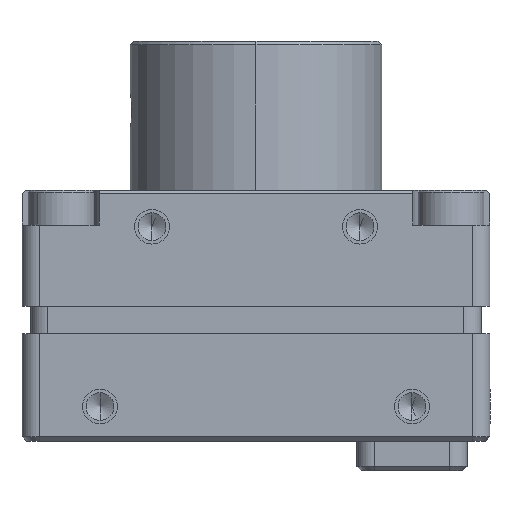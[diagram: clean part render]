
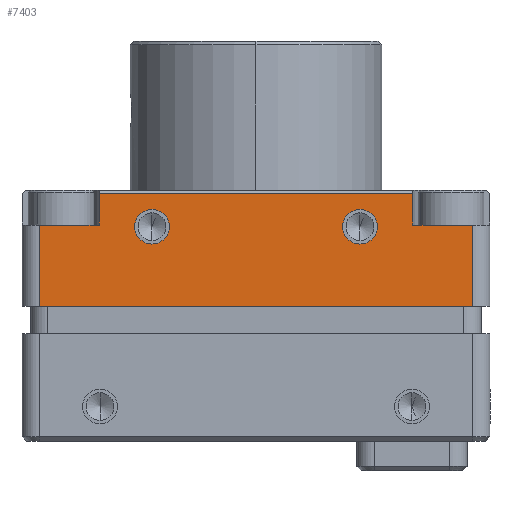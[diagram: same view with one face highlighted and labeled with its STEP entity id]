
A CAD part, left-side view. The second image highlights one B-rep face of the part: STEP entity #7403.
In plain terms, the highlighted planar face has unit normal (-1, 0, 0).
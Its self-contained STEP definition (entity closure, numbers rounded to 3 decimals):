
#63 = EDGE_CURVE ( 'NONE', #2065, #31017, #5191, .T. ) ;
#258 = VERTEX_POINT ( 'NONE', #21913 ) ;
#1554 = DIRECTION ( 'NONE',  ( 0., 1., 0. ) ) ;
#1953 = DIRECTION ( 'NONE',  ( 0., 0., 1. ) ) ;
#2065 = VERTEX_POINT ( 'NONE', #22623 ) ;
#2139 = CARTESIAN_POINT ( 'NONE',  ( -13.5, -12.5, 6.7 ) ) ;
#2427 = EDGE_CURVE ( 'NONE', #16241, #24447, #9746, .T. ) ;
#3389 = VERTEX_POINT ( 'NONE', #22046 ) ;
#3623 = ORIENTED_EDGE ( 'NONE', *, *, #34292, .F. ) ;
#3842 = CARTESIAN_POINT ( 'NONE',  ( -13.5, -6., 4.6 ) ) ;
#4728 = ORIENTED_EDGE ( 'NONE', *, *, #34181, .F. ) ;
#4912 = DIRECTION ( 'NONE',  ( -1., 0., 0. ) ) ;
#5121 = VERTEX_POINT ( 'NONE', #26724 ) ;
#5191 = CIRCLE ( 'NONE', #20616, 1. ) ;
#5433 = AXIS2_PLACEMENT_3D ( 'NONE', #3842, #31984, #28671 ) ;
#5472 = AXIS2_PLACEMENT_3D ( 'NONE', #16375, #4912, #13785 ) ;
#6008 = EDGE_CURVE ( 'NONE', #19202, #19122, #21767, .T. ) ;
#6247 = CARTESIAN_POINT ( 'NONE',  ( -13.5, 6., 5.6 ) ) ;
#6516 = LINE ( 'NONE', #23765, #26625 ) ;
#6550 = VECTOR ( 'NONE', #35475, 1000. ) ;
#6787 = DIRECTION ( 'NONE',  ( 0., 0., 1. ) ) ;
#6799 = CARTESIAN_POINT ( 'NONE',  ( -13.5, -12.5, 0. ) ) ;
#6918 = ORIENTED_EDGE ( 'NONE', *, *, #33464, .F. ) ;
#7262 = EDGE_LOOP ( 'NONE', ( #13551, #13112, #31114, #18042, #34159, #18026, #6918, #22024 ) ) ;
#7291 = ORIENTED_EDGE ( 'NONE', *, *, #63, .F. ) ;
#7403 = ADVANCED_FACE ( 'NONE', ( #27290, #21371, #16159 ), #12817, .F. ) ;
#7495 = DIRECTION ( 'NONE',  ( 0., 0., -1. ) ) ;
#7581 = DIRECTION ( 'NONE',  ( 0., 0., -1. ) ) ;
#8414 = EDGE_CURVE ( 'NONE', #24447, #19122, #27388, .T. ) ;
#9633 = VECTOR ( 'NONE', #11834, 1000. ) ;
#9650 = EDGE_LOOP ( 'NONE', ( #32463, #4728 ) ) ;
#9665 = DIRECTION ( 'NONE',  ( 0., -1., 0. ) ) ;
#9746 = LINE ( 'NONE', #21059, #6550 ) ;
#11389 = EDGE_CURVE ( 'NONE', #27730, #258, #21693, .T. ) ;
#11834 = DIRECTION ( 'NONE',  ( 0., 1., 0. ) ) ;
#12817 = PLANE ( 'NONE',  #31132 ) ;
#13112 = ORIENTED_EDGE ( 'NONE', *, *, #8414, .T. ) ;
#13215 = VECTOR ( 'NONE', #7581, 1000. ) ;
#13551 = ORIENTED_EDGE ( 'NONE', *, *, #2427, .T. ) ;
#13785 = DIRECTION ( 'NONE',  ( 0., 0., 1. ) ) ;
#14337 = CIRCLE ( 'NONE', #5472, 1. ) ;
#14361 = EDGE_CURVE ( 'NONE', #28933, #5121, #14337, .T. ) ;
#14710 = CARTESIAN_POINT ( 'NONE',  ( -13.5, 6., 4.6 ) ) ;
#14762 = DIRECTION ( 'NONE',  ( 0., -1., 0. ) ) ;
#16159 = FACE_OUTER_BOUND ( 'NONE', #7262, .T. ) ;
#16229 = EDGE_CURVE ( 'NONE', #3389, #16241, #23534, .T. ) ;
#16241 = VERTEX_POINT ( 'NONE', #23160 ) ;
#16375 = CARTESIAN_POINT ( 'NONE',  ( -13.5, -6., 4.6 ) ) ;
#17880 = AXIS2_PLACEMENT_3D ( 'NONE', #24207, #29930, #6787 ) ;
#17883 = VERTEX_POINT ( 'NONE', #6799 ) ;
#18026 = ORIENTED_EDGE ( 'NONE', *, *, #31375, .T. ) ;
#18042 = ORIENTED_EDGE ( 'NONE', *, *, #30966, .F. ) ;
#18051 = DIRECTION ( 'NONE',  ( -1., 0., 0. ) ) ;
#18815 = VECTOR ( 'NONE', #14762, 1000. ) ;
#18989 = LINE ( 'NONE', #2139, #30706 ) ;
#19122 = VERTEX_POINT ( 'NONE', #26856 ) ;
#19202 = VERTEX_POINT ( 'NONE', #22586 ) ;
#20616 = AXIS2_PLACEMENT_3D ( 'NONE', #14710, #18051, #26563 ) ;
#20708 = EDGE_LOOP ( 'NONE', ( #3623, #7291 ) ) ;
#21059 = CARTESIAN_POINT ( 'NONE',  ( -13.5, -9.05, 4.7 ) ) ;
#21229 = CARTESIAN_POINT ( 'NONE',  ( -13.5, 9.05, 4.7 ) ) ;
#21371 = FACE_BOUND ( 'NONE', #20708, .T. ) ;
#21560 = CARTESIAN_POINT ( 'NONE',  ( -13.5, 9.05, 4.7 ) ) ;
#21693 = LINE ( 'NONE', #32975, #13215 ) ;
#21767 = LINE ( 'NONE', #21229, #36354 ) ;
#21913 = CARTESIAN_POINT ( 'NONE',  ( -13.5, 12.5, 0. ) ) ;
#22024 = ORIENTED_EDGE ( 'NONE', *, *, #16229, .T. ) ;
#22046 = CARTESIAN_POINT ( 'NONE',  ( -13.5, -12.5, 4.7 ) ) ;
#22586 = CARTESIAN_POINT ( 'NONE',  ( -13.5, 9.05, 4.7 ) ) ;
#22623 = CARTESIAN_POINT ( 'NONE',  ( -13.5, 6., 3.6 ) ) ;
#23160 = CARTESIAN_POINT ( 'NONE',  ( -13.5, -9.05, 4.7 ) ) ;
#23430 = CARTESIAN_POINT ( 'NONE',  ( -13.5, -9.05, 6.5 ) ) ;
#23534 = LINE ( 'NONE', #31481, #9633 ) ;
#23730 = CARTESIAN_POINT ( 'NONE',  ( -13.5, 12.5, 4.7 ) ) ;
#23765 = CARTESIAN_POINT ( 'NONE',  ( -13.5, -12.5, 0. ) ) ;
#24207 = CARTESIAN_POINT ( 'NONE',  ( -13.5, 6., 4.6 ) ) ;
#24447 = VERTEX_POINT ( 'NONE', #23430 ) ;
#26563 = DIRECTION ( 'NONE',  ( 0., 0., 1. ) ) ;
#26625 = VECTOR ( 'NONE', #9665, 1000. ) ;
#26724 = CARTESIAN_POINT ( 'NONE',  ( -13.5, -6., 3.6 ) ) ;
#26856 = CARTESIAN_POINT ( 'NONE',  ( -13.5, 9.05, 6.5 ) ) ;
#26926 = CARTESIAN_POINT ( 'NONE',  ( -13.5, -12.5, 6.7 ) ) ;
#26930 = LINE ( 'NONE', #21560, #18815 ) ;
#27037 = CARTESIAN_POINT ( 'NONE',  ( -13.5, -6., 5.6 ) ) ;
#27290 = FACE_BOUND ( 'NONE', #9650, .T. ) ;
#27388 = LINE ( 'NONE', #33302, #34729 ) ;
#27730 = VERTEX_POINT ( 'NONE', #23730 ) ;
#28671 = DIRECTION ( 'NONE',  ( 0., 0., 1. ) ) ;
#28933 = VERTEX_POINT ( 'NONE', #27037 ) ;
#29128 = CIRCLE ( 'NONE', #17880, 1. ) ;
#29930 = DIRECTION ( 'NONE',  ( -1., 0., 0. ) ) ;
#30057 = DIRECTION ( 'NONE',  ( 1., 0., 0. ) ) ;
#30706 = VECTOR ( 'NONE', #7495, 1000. ) ;
#30854 = CIRCLE ( 'NONE', #5433, 1. ) ;
#30966 = EDGE_CURVE ( 'NONE', #27730, #19202, #26930, .T. ) ;
#31017 = VERTEX_POINT ( 'NONE', #6247 ) ;
#31114 = ORIENTED_EDGE ( 'NONE', *, *, #6008, .F. ) ;
#31132 = AXIS2_PLACEMENT_3D ( 'NONE', #26926, #30057, #1554 ) ;
#31375 = EDGE_CURVE ( 'NONE', #258, #17883, #6516, .T. ) ;
#31481 = CARTESIAN_POINT ( 'NONE',  ( -13.5, -9.05, 4.7 ) ) ;
#31984 = DIRECTION ( 'NONE',  ( -1., 0., 0. ) ) ;
#32463 = ORIENTED_EDGE ( 'NONE', *, *, #14361, .F. ) ;
#32975 = CARTESIAN_POINT ( 'NONE',  ( -13.5, 12.5, 6.7 ) ) ;
#33302 = CARTESIAN_POINT ( 'NONE',  ( -13.5, 9.05, 6.5 ) ) ;
#33464 = EDGE_CURVE ( 'NONE', #3389, #17883, #18989, .T. ) ;
#34159 = ORIENTED_EDGE ( 'NONE', *, *, #11389, .T. ) ;
#34181 = EDGE_CURVE ( 'NONE', #5121, #28933, #30854, .T. ) ;
#34292 = EDGE_CURVE ( 'NONE', #31017, #2065, #29128, .T. ) ;
#34729 = VECTOR ( 'NONE', #36067, 1000. ) ;
#35475 = DIRECTION ( 'NONE',  ( 0., 0., 1. ) ) ;
#36067 = DIRECTION ( 'NONE',  ( 0., 1., 0. ) ) ;
#36354 = VECTOR ( 'NONE', #1953, 1000. ) ;
